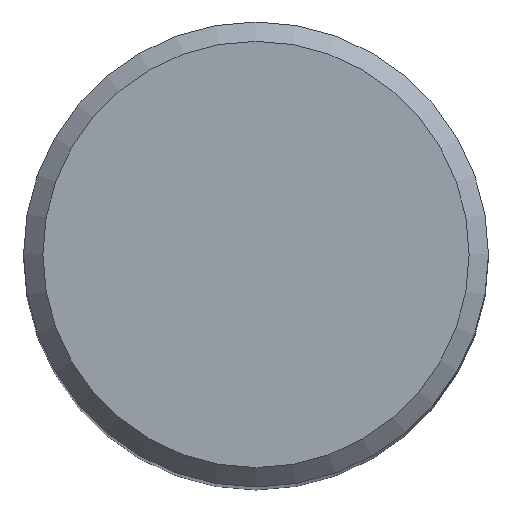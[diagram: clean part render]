
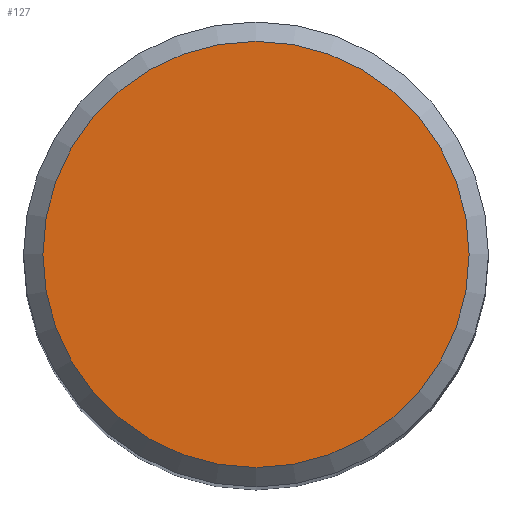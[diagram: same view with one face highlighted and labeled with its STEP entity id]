
A CAD part, top view. The second image highlights one B-rep face of the part: STEP entity #127.
In plain terms, the highlighted planar face has unit normal (0, 0, 1).
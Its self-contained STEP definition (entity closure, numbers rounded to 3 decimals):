
#127=ADVANCED_FACE('',(#162),#156,.T.);
#156=PLANE('',#397);
#162=FACE_OUTER_BOUND('',#171,.T.);
#171=EDGE_LOOP('',(#227));
#227=ORIENTED_EDGE('',*,*,#309,.T.);
#280=VERTEX_POINT('',#587);
#309=EDGE_CURVE('',#280,#280,#337,.T.);
#337=CIRCLE('',#395,5.5);
#395=AXIS2_PLACEMENT_3D('',#586,#466,#467);
#397=AXIS2_PLACEMENT_3D('',#589,#470,#471);
#466=DIRECTION('',(0.,0.,1.));
#467=DIRECTION('',(1.,0.,0.));
#470=DIRECTION('',(0.,0.,1.));
#471=DIRECTION('',(-1.,0.,0.));
#586=CARTESIAN_POINT('',(0.,0.,44.997));
#587=CARTESIAN_POINT('',(5.5,0.,44.997));
#589=CARTESIAN_POINT('',(0.,0.,44.997));
